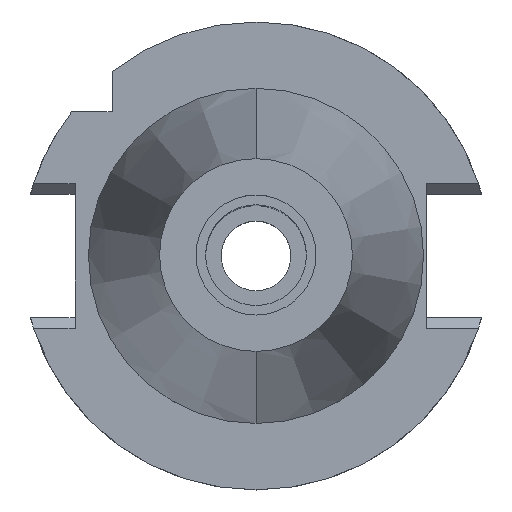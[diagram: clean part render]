
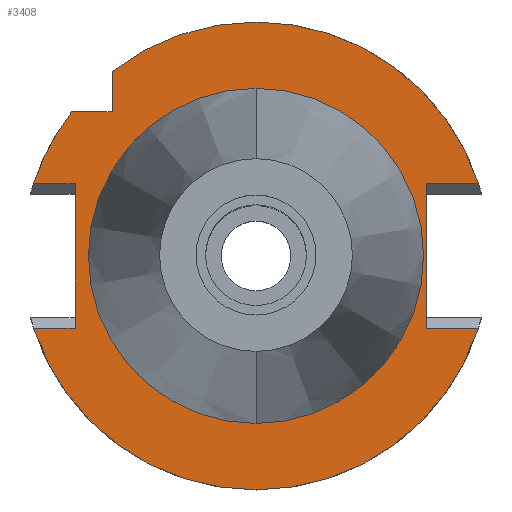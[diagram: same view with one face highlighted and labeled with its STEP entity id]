
A CAD part, top view. The second image highlights one B-rep face of the part: STEP entity #3408.
In plain terms, the highlighted planar face has unit normal (0, 0, 1).
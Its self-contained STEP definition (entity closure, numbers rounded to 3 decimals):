
#108=DIRECTION('',(0.,1.,0.));
#109=VECTOR('',#108,8.426);
#110=CARTESIAN_POINT('',(-30.,30.,-1.5));
#111=LINE('',#110,#109);
#115=CARTESIAN_POINT('',(0.,0.,-1.5));
#116=DIRECTION('',(0.,0.,-1.));
#117=DIRECTION('',(-0.615,0.788,0.));
#118=AXIS2_PLACEMENT_3D('',#115,#116,#117);
#123=CARTESIAN_POINT('',(0.,0.,-1.5));
#124=DIRECTION('',(0.,0.,-1.));
#125=DIRECTION('',(0.,1.,0.));
#126=AXIS2_PLACEMENT_3D('',#123,#124,#125);
#131=DIRECTION('',(0.,-1.,0.));
#132=VECTOR('',#131,30.1);
#133=CARTESIAN_POINT('',(35.5,15.05,-1.5));
#134=LINE('',#133,#132);
#138=DIRECTION('',(1.,0.,0.));
#139=VECTOR('',#138,10.869);
#140=CARTESIAN_POINT('',(35.5,-15.05,-1.5));
#141=LINE('',#140,#139);
#145=CARTESIAN_POINT('',(0.,0.,-1.5));
#146=DIRECTION('',(0.,0.,-1.));
#147=DIRECTION('',(0.951,-0.309,0.));
#148=AXIS2_PLACEMENT_3D('',#145,#146,#147);
#153=CARTESIAN_POINT('',(0.,0.,-1.5));
#154=DIRECTION('',(0.,0.,-1.));
#155=DIRECTION('',(0.,-1.,0.));
#156=AXIS2_PLACEMENT_3D('',#153,#154,#155);
#161=DIRECTION('',(-1.,0.,0.));
#162=VECTOR('',#161,8.669);
#163=CARTESIAN_POINT('',(-37.7,15.05,-1.5));
#164=LINE('',#163,#162);
#168=CARTESIAN_POINT('',(0.,0.,-1.5));
#169=DIRECTION('',(0.,0.,-1.));
#170=DIRECTION('',(-0.951,0.309,0.));
#171=AXIS2_PLACEMENT_3D('',#168,#169,#170);
#176=CARTESIAN_POINT('',(0.,0.,-1.5));
#177=DIRECTION('',(0.,0.,1.));
#178=DIRECTION('',(0.,-1.,0.));
#179=AXIS2_PLACEMENT_3D('',#176,#177,#178);
#184=CARTESIAN_POINT('',(0.,0.,-1.5));
#185=DIRECTION('',(0.,0.,1.));
#186=DIRECTION('',(0.,1.,0.));
#187=AXIS2_PLACEMENT_3D('',#184,#185,#186);
#307=DIRECTION('',(-1.,0.,0.));
#308=VECTOR('',#307,8.426);
#309=CARTESIAN_POINT('',(-30.,30.,-1.5));
#310=LINE('',#309,#308);
#360=DIRECTION('',(0.,-1.,0.));
#361=VECTOR('',#360,30.1);
#362=CARTESIAN_POINT('',(-37.7,15.05,-1.5));
#363=LINE('',#362,#361);
#537=DIRECTION('',(-1.,0.,0.));
#538=VECTOR('',#537,8.669);
#539=CARTESIAN_POINT('',(-37.7,-15.05,-1.5));
#540=LINE('',#539,#538);
#814=DIRECTION('',(1.,0.,0.));
#815=VECTOR('',#814,10.869);
#816=CARTESIAN_POINT('',(35.5,15.05,-1.5));
#817=LINE('',#816,#815);
#2848=CARTESIAN_POINT('',(0.,34.925,-1.5));
#2849=VERTEX_POINT('',#2848);
#2850=CARTESIAN_POINT('',(0.,-34.925,-1.5));
#2851=VERTEX_POINT('',#2850);
#2852=CARTESIAN_POINT('',(-30.,30.,-1.5));
#2853=CARTESIAN_POINT('',(-30.,38.426,-1.5));
#2854=VERTEX_POINT('',#2852);
#2855=VERTEX_POINT('',#2853);
#2856=CARTESIAN_POINT('',(0.,48.75,-1.5));
#2857=CARTESIAN_POINT('',(46.369,15.05,-1.5));
#2858=VERTEX_POINT('',#2856);
#2859=VERTEX_POINT('',#2857);
#2860=CARTESIAN_POINT('',(35.5,15.05,-1.5));
#2861=VERTEX_POINT('',#2860);
#2862=CARTESIAN_POINT('',(35.5,-15.05,-1.5));
#2863=VERTEX_POINT('',#2862);
#2864=CARTESIAN_POINT('',(46.369,-15.05,-1.5));
#2865=VERTEX_POINT('',#2864);
#2866=CARTESIAN_POINT('',(0.,-48.75,-1.5));
#2867=CARTESIAN_POINT('',(-46.369,-15.05,-1.5));
#2868=VERTEX_POINT('',#2866);
#2869=VERTEX_POINT('',#2867);
#2870=CARTESIAN_POINT('',(-37.7,-15.05,-1.5));
#2871=VERTEX_POINT('',#2870);
#2872=CARTESIAN_POINT('',(-37.7,15.05,-1.5));
#2873=VERTEX_POINT('',#2872);
#2874=CARTESIAN_POINT('',(-46.369,15.05,-1.5));
#2875=VERTEX_POINT('',#2874);
#2876=CARTESIAN_POINT('',(-38.426,30.,-1.5));
#2877=VERTEX_POINT('',#2876);
#3371=CARTESIAN_POINT('',(0.,0.,-1.5));
#3372=DIRECTION('',(0.,0.,1.));
#3373=DIRECTION('',(0.,1.,0.));
#3374=AXIS2_PLACEMENT_3D('',#3371,#3372,#3373);
#3375=PLANE('',#3374);
#3377=ORIENTED_EDGE('',*,*,#3376,.T.);
#3379=ORIENTED_EDGE('',*,*,#3378,.T.);
#3381=ORIENTED_EDGE('',*,*,#3380,.T.);
#3383=ORIENTED_EDGE('',*,*,#3382,.F.);
#3385=ORIENTED_EDGE('',*,*,#3384,.T.);
#3387=ORIENTED_EDGE('',*,*,#3386,.T.);
#3389=ORIENTED_EDGE('',*,*,#3388,.T.);
#3391=ORIENTED_EDGE('',*,*,#3390,.T.);
#3393=ORIENTED_EDGE('',*,*,#3392,.F.);
#3395=ORIENTED_EDGE('',*,*,#3394,.F.);
#3397=ORIENTED_EDGE('',*,*,#3396,.T.);
#3399=ORIENTED_EDGE('',*,*,#3398,.T.);
#3401=ORIENTED_EDGE('',*,*,#3400,.F.);
#3402=EDGE_LOOP('',(#3377,#3379,#3381,#3383,#3385,#3387,#3389,#3391,#3393,#3395,
#3397,#3399,#3401));
#3403=FACE_OUTER_BOUND('',#3402,.F.);
#3404=ORIENTED_EDGE('',*,*,#3350,.T.);
#3405=ORIENTED_EDGE('',*,*,#3366,.T.);
#3406=EDGE_LOOP('',(#3404,#3405));
#3407=FACE_BOUND('',#3406,.F.);
#119=CIRCLE('',#118,48.75);
#127=CIRCLE('',#126,48.75);
#149=CIRCLE('',#148,48.75);
#157=CIRCLE('',#156,48.75);
#172=CIRCLE('',#171,48.75);
#180=CIRCLE('',#179,34.925);
#188=CIRCLE('',#187,34.925);
#3350=EDGE_CURVE('',#2851,#2849,#180,.T.);
#3366=EDGE_CURVE('',#2849,#2851,#188,.T.);
#3376=EDGE_CURVE('',#2854,#2855,#111,.T.);
#3378=EDGE_CURVE('',#2855,#2858,#119,.T.);
#3380=EDGE_CURVE('',#2858,#2859,#127,.T.);
#3382=EDGE_CURVE('',#2861,#2859,#817,.T.);
#3384=EDGE_CURVE('',#2861,#2863,#134,.T.);
#3386=EDGE_CURVE('',#2863,#2865,#141,.T.);
#3388=EDGE_CURVE('',#2865,#2868,#149,.T.);
#3390=EDGE_CURVE('',#2868,#2869,#157,.T.);
#3392=EDGE_CURVE('',#2871,#2869,#540,.T.);
#3394=EDGE_CURVE('',#2873,#2871,#363,.T.);
#3396=EDGE_CURVE('',#2873,#2875,#164,.T.);
#3398=EDGE_CURVE('',#2875,#2877,#172,.T.);
#3400=EDGE_CURVE('',#2854,#2877,#310,.T.);
#3408=ADVANCED_FACE('',(#3403,#3407),#3375,.T.);
